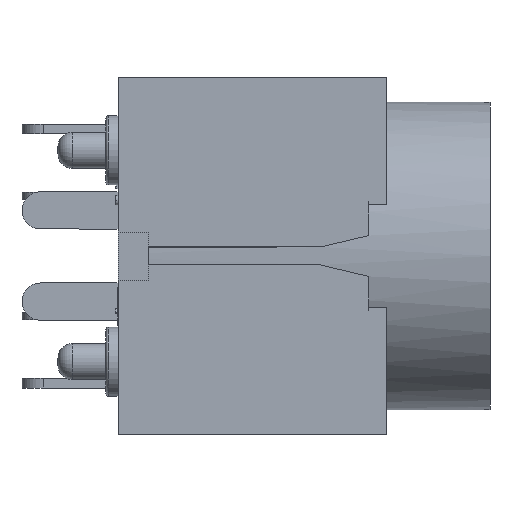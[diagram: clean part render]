
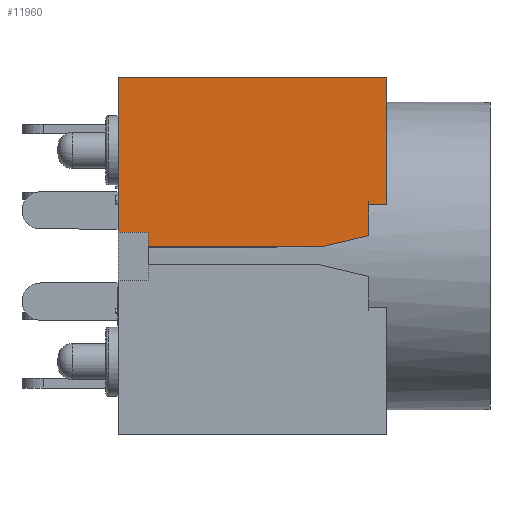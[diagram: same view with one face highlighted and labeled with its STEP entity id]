
A CAD part, left-side view. The second image highlights one B-rep face of the part: STEP entity #11960.
In plain terms, the highlighted planar face has unit normal (-1, 0, 0).
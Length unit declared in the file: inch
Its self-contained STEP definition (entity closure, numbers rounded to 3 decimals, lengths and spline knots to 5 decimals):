
#13 = DIRECTION ( 'NONE',  ( 0., -0.973, 0.231 ) ) ;
#111 = DIRECTION ( 'NONE',  ( 0., 0., -1. ) ) ;
#355 = PLANE ( 'NONE',  #11895 ) ;
#456 = VECTOR ( 'NONE', #8281, 39.37008 ) ;
#488 = ORIENTED_EDGE ( 'NONE', *, *, #12050, .T. ) ;
#567 = DIRECTION ( 'NONE',  ( 0., -1., 0. ) ) ;
#1237 = EDGE_CURVE ( 'NONE', #1247, #10827, #8373, .T. ) ;
#1247 = VERTEX_POINT ( 'NONE', #12602 ) ;
#1541 = EDGE_CURVE ( 'NONE', #17756, #2721, #7023, .T. ) ;
#1989 = VECTOR ( 'NONE', #15126, 39.37008 ) ;
#2021 = ORIENTED_EDGE ( 'NONE', *, *, #13478, .F. ) ;
#2347 = ORIENTED_EDGE ( 'NONE', *, *, #1237, .F. ) ;
#2721 = VERTEX_POINT ( 'NONE', #12057 ) ;
#2903 = VERTEX_POINT ( 'NONE', #13696 ) ;
#3170 = EDGE_CURVE ( 'NONE', #3700, #4796, #16689, .T. ) ;
#3442 = EDGE_LOOP ( 'NONE', ( #4733, #5534, #6934, #2347, #16357, #6285, #2021, #9977, #488 ) ) ;
#3700 = VERTEX_POINT ( 'NONE', #9902 ) ;
#4140 = CARTESIAN_POINT ( 'NONE',  ( -0.29331, 0.44094, 0.29331 ) ) ;
#4733 = ORIENTED_EDGE ( 'NONE', *, *, #15848, .T. ) ;
#4796 = VERTEX_POINT ( 'NONE', #13134 ) ;
#5107 = LINE ( 'NONE', #14461, #15903 ) ;
#5210 = DIRECTION ( 'NONE',  ( 0., -1., 0. ) ) ;
#5534 = ORIENTED_EDGE ( 'NONE', *, *, #9504, .T. ) ;
#5588 = CARTESIAN_POINT ( 'NONE',  ( -0.29331, 0.39173, 0.01476 ) ) ;
#5645 = CARTESIAN_POINT ( 'NONE',  ( -0.29331, 0., -0.29331 ) ) ;
#5775 = VECTOR ( 'NONE', #5210, 39.37008 ) ;
#6206 = CARTESIAN_POINT ( 'NONE',  ( -0.29331, 0.10827, 0.01476 ) ) ;
#6285 = ORIENTED_EDGE ( 'NONE', *, *, #1541, .T. ) ;
#6683 = LINE ( 'NONE', #13473, #5775 ) ;
#6861 = DIRECTION ( 'NONE',  ( 0., -1., 0. ) ) ;
#6934 = ORIENTED_EDGE ( 'NONE', *, *, #16388, .T. ) ;
#7023 = LINE ( 'NONE', #5645, #456 ) ;
#7345 = FACE_OUTER_BOUND ( 'NONE', #3442, .T. ) ;
#8115 = VECTOR ( 'NONE', #6861, 39.37008 ) ;
#8147 = EDGE_CURVE ( 'NONE', #1247, #17756, #9238, .T. ) ;
#8149 = DIRECTION ( 'NONE',  ( 0., 0., -1. ) ) ;
#8281 = DIRECTION ( 'NONE',  ( 0., 0., 1. ) ) ;
#8373 = LINE ( 'NONE', #9831, #16233 ) ;
#8797 = CARTESIAN_POINT ( 'NONE',  ( -0.29331, 0.02953, 0.03346 ) ) ;
#8867 = CARTESIAN_POINT ( 'NONE',  ( -0.29331, 0.44094, -0.29331 ) ) ;
#8959 = DIRECTION ( 'NONE',  ( 0., 0., -1. ) ) ;
#9238 = LINE ( 'NONE', #14944, #12628 ) ;
#9466 = LINE ( 'NONE', #12601, #13971 ) ;
#9504 = EDGE_CURVE ( 'NONE', #10180, #10322, #5107, .T. ) ;
#9513 = LINE ( 'NONE', #15114, #14509 ) ;
#9831 = CARTESIAN_POINT ( 'NONE',  ( -0.29331, 0.02953, -0.29331 ) ) ;
#9902 = CARTESIAN_POINT ( 'NONE',  ( -0.29331, 0.44094, 0.03937 ) ) ;
#9977 = ORIENTED_EDGE ( 'NONE', *, *, #3170, .F. ) ;
#10180 = VERTEX_POINT ( 'NONE', #5588 ) ;
#10322 = VERTEX_POINT ( 'NONE', #6206 ) ;
#10579 = DIRECTION ( 'NONE',  ( 0., -1., 0. ) ) ;
#10827 = VERTEX_POINT ( 'NONE', #8797 ) ;
#10891 = CARTESIAN_POINT ( 'NONE',  ( -0.29331, 0.44094, -0.29331 ) ) ;
#11895 = AXIS2_PLACEMENT_3D ( 'NONE', #8867, #14478, #8959 ) ;
#11960 = ADVANCED_FACE ( 'NONE', ( #7345 ), #355, .F. ) ;
#12050 = EDGE_CURVE ( 'NONE', #3700, #2903, #6683, .T. ) ;
#12057 = CARTESIAN_POINT ( 'NONE',  ( -0.29331, 0., 0.29331 ) ) ;
#12601 = CARTESIAN_POINT ( 'NONE',  ( -0.29331, 0.02953, 0.03346 ) ) ;
#12602 = CARTESIAN_POINT ( 'NONE',  ( -0.29331, 0.02953, 0.08407 ) ) ;
#12628 = VECTOR ( 'NONE', #567, 39.37008 ) ;
#13134 = CARTESIAN_POINT ( 'NONE',  ( -0.29331, 0.44094, 0.29331 ) ) ;
#13473 = CARTESIAN_POINT ( 'NONE',  ( -0.29331, 0.44094, 0.03937 ) ) ;
#13478 = EDGE_CURVE ( 'NONE', #4796, #2721, #15372, .T. ) ;
#13696 = CARTESIAN_POINT ( 'NONE',  ( -0.29331, 0.39173, 0.03937 ) ) ;
#13971 = VECTOR ( 'NONE', #13, 39.37008 ) ;
#14461 = CARTESIAN_POINT ( 'NONE',  ( -0.29331, 0.10827, 0.01476 ) ) ;
#14478 = DIRECTION ( 'NONE',  ( 1., 0., 0. ) ) ;
#14509 = VECTOR ( 'NONE', #8149, 39.37008 ) ;
#14944 = CARTESIAN_POINT ( 'NONE',  ( -0.29331, 0.02953, 0.08407 ) ) ;
#15114 = CARTESIAN_POINT ( 'NONE',  ( -0.29331, 0.39173, 0.03937 ) ) ;
#15126 = DIRECTION ( 'NONE',  ( 0., 0., 1. ) ) ;
#15372 = LINE ( 'NONE', #4140, #8115 ) ;
#15848 = EDGE_CURVE ( 'NONE', #2903, #10180, #9513, .T. ) ;
#15903 = VECTOR ( 'NONE', #10579, 39.37008 ) ;
#16233 = VECTOR ( 'NONE', #111, 39.37008 ) ;
#16357 = ORIENTED_EDGE ( 'NONE', *, *, #8147, .T. ) ;
#16388 = EDGE_CURVE ( 'NONE', #10322, #10827, #9466, .T. ) ;
#16689 = LINE ( 'NONE', #10891, #1989 ) ;
#17756 = VERTEX_POINT ( 'NONE', #18007 ) ;
#18007 = CARTESIAN_POINT ( 'NONE',  ( -0.29331, 0., 0.08407 ) ) ;
